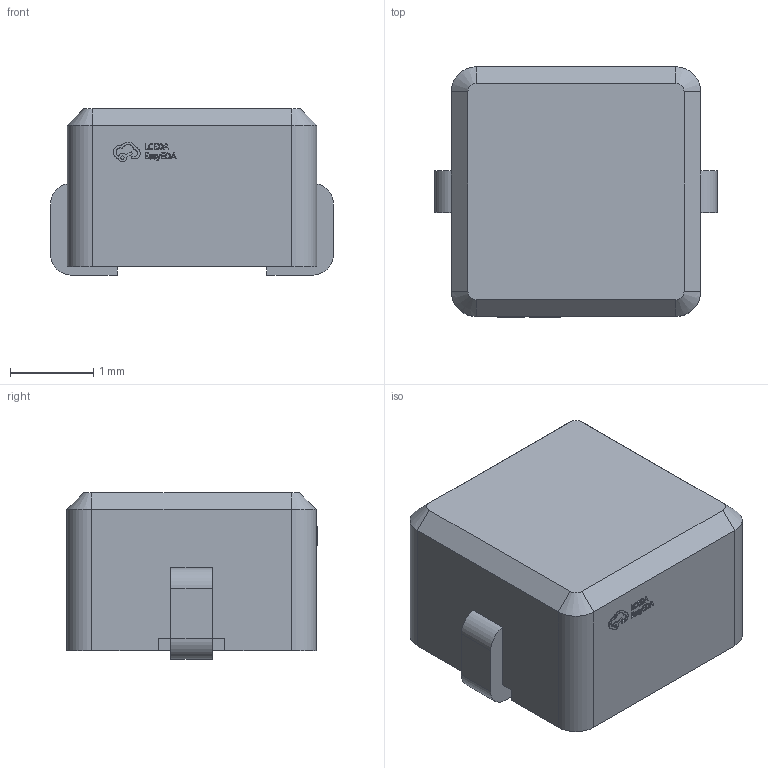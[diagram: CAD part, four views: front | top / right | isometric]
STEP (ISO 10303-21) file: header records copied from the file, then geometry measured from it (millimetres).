
FILE_DESCRIPTION (( 'STEP AP214' ), '1' );
FILE_NAME ('IND-SMD_L3.0-W3.0-LS3.65.step', '2022-07-09T00:02:53', ( '' ), ( '' ), 'SwSTEP 2.0', 'SolidWorks 2020', '' );
FILE_SCHEMA (( 'AUTOMOTIVE_DESIGN' ));
Length unit declared in the file: millimetre
Products named in the file (1): IND-SMD_L3.0-W3.0-LS3.65
Bounding box: 3.4 x 3.01 x 2 mm (x, y, z)
Volume: 16.8 mm3; surface area: 41.4 mm2
Topology: 1 solids, 1 shells, 323 faces, 877 edges, 582 vertices
Faces by surface type: plane 199, bspline 112, cylinder 8, cone 4
Entity records: 14239 total; most frequent: CARTESIAN_POINT 3887, ORIENTED_EDGE 1754, DIRECTION 1093, EDGE_CURVE 877, VECTOR 629, LINE 629, VERTEX_POINT 582, EDGE_LOOP 349
